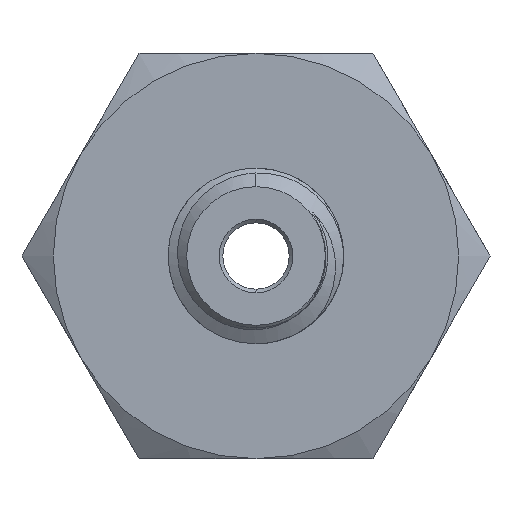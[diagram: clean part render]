
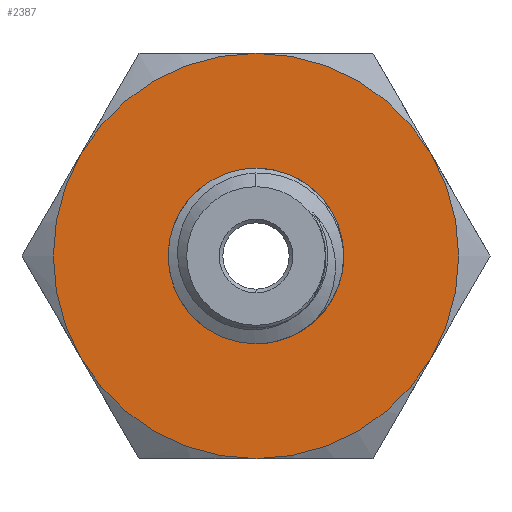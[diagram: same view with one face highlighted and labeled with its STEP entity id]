
A CAD part, front view. The second image highlights one B-rep face of the part: STEP entity #2387.
In plain terms, the highlighted planar face has unit normal (0, -1, 0).
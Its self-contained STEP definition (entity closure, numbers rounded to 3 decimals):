
#22 = EDGE_CURVE ( 'NONE', #1848, #177, #2266, .T. ) ;
#42 = AXIS2_PLACEMENT_3D ( 'NONE', #1362, #3661, #1684 ) ;
#57 = CIRCLE ( 'NONE', #3630, 5.5 ) ;
#85 = CARTESIAN_POINT ( 'NONE',  ( 0., 5.4, 5.5 ) ) ;
#93 = EDGE_CURVE ( 'NONE', #1825, #2751, #3340, .T. ) ;
#177 = VERTEX_POINT ( 'NONE', #1395 ) ;
#280 = VERTEX_POINT ( 'NONE', #2542 ) ;
#352 = ORIENTED_EDGE ( 'NONE', *, *, #1464, .T. ) ;
#355 = ORIENTED_EDGE ( 'NONE', *, *, #3283, .T. ) ;
#360 = ORIENTED_EDGE ( 'NONE', *, *, #2851, .F. ) ;
#364 = ORIENTED_EDGE ( 'NONE', *, *, #93, .F. ) ;
#368 = ORIENTED_EDGE ( 'NONE', *, *, #1799, .F. ) ;
#381 = ORIENTED_EDGE ( 'NONE', *, *, #3192, .F. ) ;
#409 = ORIENTED_EDGE ( 'NONE', *, *, #22, .T. ) ;
#412 = ORIENTED_EDGE ( 'NONE', *, *, #2761, .F. ) ;
#435 = AXIS2_PLACEMENT_3D ( 'NONE', #3677, #1701, #3960 ) ;
#622 = AXIS2_PLACEMENT_3D ( 'NONE', #3518, #3569, #739 ) ;
#697 = CARTESIAN_POINT ( 'NONE',  ( 0., 5.4, 0. ) ) ;
#739 = DIRECTION ( 'NONE',  ( 0., 0., -1. ) ) ;
#757 = CARTESIAN_POINT ( 'NONE',  ( -4.763, 5.4, 2.75 ) ) ;
#775 = CIRCLE ( 'NONE', #2833, 2.381 ) ;
#799 = CARTESIAN_POINT ( 'NONE',  ( 0., 5.4, 0. ) ) ;
#805 = DIRECTION ( 'NONE',  ( 0., 1., 0. ) ) ;
#815 = DIRECTION ( 'NONE',  ( 0., 0., 1. ) ) ;
#831 = CARTESIAN_POINT ( 'NONE',  ( 0., 5.4, -5.5 ) ) ;
#840 = AXIS2_PLACEMENT_3D ( 'NONE', #2467, #1721, #2814 ) ;
#866 = CARTESIAN_POINT ( 'NONE',  ( 0., 5.4, 0. ) ) ;
#887 = DIRECTION ( 'NONE',  ( 0., 1., 0. ) ) ;
#1024 = DIRECTION ( 'NONE',  ( 0., 0., 1. ) ) ;
#1092 = CIRCLE ( 'NONE', #2728, 2.381 ) ;
#1145 = CARTESIAN_POINT ( 'NONE',  ( -4.763, 5.4, -2.75 ) ) ;
#1167 = CARTESIAN_POINT ( 'NONE',  ( 0., 5.4, 0. ) ) ;
#1194 = DIRECTION ( 'NONE',  ( 0., 1., 0. ) ) ;
#1200 = DIRECTION ( 'NONE',  ( 0., 0., 1. ) ) ;
#1341 = DIRECTION ( 'NONE',  ( 0., 0., 1. ) ) ;
#1362 = CARTESIAN_POINT ( 'NONE',  ( 0., 5.4, 0. ) ) ;
#1395 = CARTESIAN_POINT ( 'NONE',  ( 4.763, 5.4, -2.75 ) ) ;
#1464 = EDGE_CURVE ( 'NONE', #2234, #2058, #775, .T. ) ;
#1630 = VERTEX_POINT ( 'NONE', #1145 ) ;
#1684 = DIRECTION ( 'NONE',  ( 0., 0., 1. ) ) ;
#1701 = DIRECTION ( 'NONE',  ( 0., 1., 0. ) ) ;
#1721 = DIRECTION ( 'NONE',  ( 0., 1., 0. ) ) ;
#1799 = EDGE_CURVE ( 'NONE', #1630, #1825, #57, .T. ) ;
#1825 = VERTEX_POINT ( 'NONE', #757 ) ;
#1848 = VERTEX_POINT ( 'NONE', #831 ) ;
#1964 = CARTESIAN_POINT ( 'NONE',  ( 0., 5.4, 2.381 ) ) ;
#2058 = VERTEX_POINT ( 'NONE', #1964 ) ;
#2073 = AXIS2_PLACEMENT_3D ( 'NONE', #697, #3060, #1024 ) ;
#2229 = EDGE_LOOP ( 'NONE', ( #352, #355 ) ) ;
#2234 = VERTEX_POINT ( 'NONE', #3736 ) ;
#2266 = CIRCLE ( 'NONE', #622, 5.5 ) ;
#2318 = CIRCLE ( 'NONE', #435, 5.5 ) ;
#2387 = ADVANCED_FACE ( 'NONE', ( #2589, #3304 ), #3647, .F. ) ;
#2434 = EDGE_LOOP ( 'NONE', ( #360, #364, #368, #381, #409, #412 ) ) ;
#2451 = CIRCLE ( 'NONE', #42, 5.5 ) ;
#2467 = CARTESIAN_POINT ( 'NONE',  ( 0., 5.4, 0. ) ) ;
#2494 = AXIS2_PLACEMENT_3D ( 'NONE', #866, #3224, #1200 ) ;
#2542 = CARTESIAN_POINT ( 'NONE',  ( 4.763, 5.4, 2.75 ) ) ;
#2589 = FACE_BOUND ( 'NONE', #2229, .T. ) ;
#2728 = AXIS2_PLACEMENT_3D ( 'NONE', #2937, #887, #3246 ) ;
#2751 = VERTEX_POINT ( 'NONE', #85 ) ;
#2761 = EDGE_CURVE ( 'NONE', #280, #177, #2451, .T. ) ;
#2814 = DIRECTION ( 'NONE',  ( 0., 0., 1. ) ) ;
#2833 = AXIS2_PLACEMENT_3D ( 'NONE', #1167, #1194, #1341 ) ;
#2851 = EDGE_CURVE ( 'NONE', #2751, #280, #2318, .T. ) ;
#2913 = CIRCLE ( 'NONE', #2494, 5.5 ) ;
#2937 = CARTESIAN_POINT ( 'NONE',  ( 0., 5.4, 0. ) ) ;
#3060 = DIRECTION ( 'NONE',  ( 0., 1., 0. ) ) ;
#3192 = EDGE_CURVE ( 'NONE', #1848, #1630, #2913, .T. ) ;
#3224 = DIRECTION ( 'NONE',  ( 0., 1., 0. ) ) ;
#3246 = DIRECTION ( 'NONE',  ( 0., 0., 1. ) ) ;
#3283 = EDGE_CURVE ( 'NONE', #2058, #2234, #1092, .T. ) ;
#3304 = FACE_OUTER_BOUND ( 'NONE', #2434, .T. ) ;
#3340 = CIRCLE ( 'NONE', #840, 5.5 ) ;
#3518 = CARTESIAN_POINT ( 'NONE',  ( 0., 5.4, 0. ) ) ;
#3569 = DIRECTION ( 'NONE',  ( 0., -1., 0. ) ) ;
#3630 = AXIS2_PLACEMENT_3D ( 'NONE', #799, #805, #815 ) ;
#3647 = PLANE ( 'NONE',  #2073 ) ;
#3661 = DIRECTION ( 'NONE',  ( 0., 1., 0. ) ) ;
#3677 = CARTESIAN_POINT ( 'NONE',  ( 0., 5.4, 0. ) ) ;
#3736 = CARTESIAN_POINT ( 'NONE',  ( 0., 5.4, -2.381 ) ) ;
#3960 = DIRECTION ( 'NONE',  ( 0., 0., 1. ) ) ;
